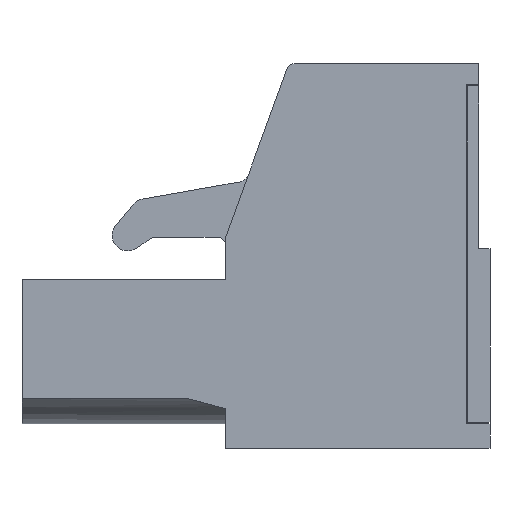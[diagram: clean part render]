
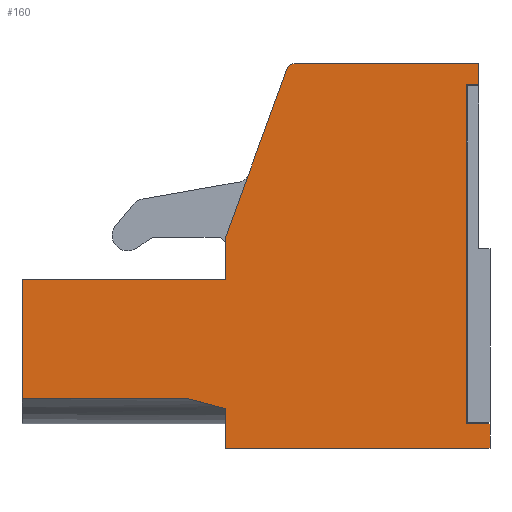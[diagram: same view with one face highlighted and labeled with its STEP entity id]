
A CAD part, front view. The second image highlights one B-rep face of the part: STEP entity #160.
In plain terms, the highlighted planar face has unit normal (0, -1, 0).
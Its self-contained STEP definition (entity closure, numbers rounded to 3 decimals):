
#160 = ADVANCED_FACE( '', ( #387 ), #388, .T. );
#387 = FACE_OUTER_BOUND( '', #682, .T. );
#388 = PLANE( '', #683 );
#682 = EDGE_LOOP( '', ( #1090, #1091, #1092, #1093, #1094, #1095, #1096, #1097, #1098, #1099, #1100, #1101, #1102, #1103, #1104 ) );
#683 = AXIS2_PLACEMENT_3D( '', #1105, #1106, #1107 );
#1090 = ORIENTED_EDGE( '', *, *, #1850, .T. );
#1091 = ORIENTED_EDGE( '', *, *, #1851, .F. );
#1092 = ORIENTED_EDGE( '', *, *, #1776, .F. );
#1093 = ORIENTED_EDGE( '', *, *, #1763, .F. );
#1094 = ORIENTED_EDGE( '', *, *, #1852, .T. );
#1095 = ORIENTED_EDGE( '', *, *, #1853, .F. );
#1096 = ORIENTED_EDGE( '', *, *, #1854, .F. );
#1097 = ORIENTED_EDGE( '', *, *, #1855, .T. );
#1098 = ORIENTED_EDGE( '', *, *, #1856, .T. );
#1099 = ORIENTED_EDGE( '', *, *, #1857, .T. );
#1100 = ORIENTED_EDGE( '', *, *, #1752, .T. );
#1101 = ORIENTED_EDGE( '', *, *, #1811, .F. );
#1102 = ORIENTED_EDGE( '', *, *, #1858, .F. );
#1103 = ORIENTED_EDGE( '', *, *, #1859, .F. );
#1104 = ORIENTED_EDGE( '', *, *, #1860, .F. );
#1105 = CARTESIAN_POINT( '', ( 127.426, -15.476, 1.1 ) );
#1106 = DIRECTION( '', ( 0., -1., 0. ) );
#1107 = DIRECTION( '', ( -1., 0., 0. ) );
#1752 = EDGE_CURVE( '', #2090, #2091, #2092, .T. );
#1763 = EDGE_CURVE( '', #2108, #2111, #2112, .T. );
#1776 = EDGE_CURVE( '', #2111, #2134, #2135, .T. );
#1811 = EDGE_CURVE( '', #2191, #2091, #2194, .T. );
#1850 = EDGE_CURVE( '', #2258, #2259, #2260, .T. );
#1851 = EDGE_CURVE( '', #2134, #2259, #2261, .T. );
#1852 = EDGE_CURVE( '', #2108, #2262, #2263, .T. );
#1853 = EDGE_CURVE( '', #2264, #2262, #2265, .T. );
#1854 = EDGE_CURVE( '', #2266, #2264, #2267, .T. );
#1855 = EDGE_CURVE( '', #2266, #2268, #2269, .T. );
#1856 = EDGE_CURVE( '', #2268, #2270, #2271, .T. );
#1857 = EDGE_CURVE( '', #2270, #2090, #2272, .T. );
#1858 = EDGE_CURVE( '', #2273, #2191, #2274, .T. );
#1859 = EDGE_CURVE( '', #2275, #2273, #2276, .T. );
#1860 = EDGE_CURVE( '', #2258, #2275, #2277, .T. );
#2090 = VERTEX_POINT( '', #2584 );
#2091 = VERTEX_POINT( '', #2585 );
#2092 = LINE( '', #2586, #2587 );
#2108 = VERTEX_POINT( '', #2609 );
#2111 = VERTEX_POINT( '', #2613 );
#2112 = LINE( '', #2614, #2615 );
#2134 = VERTEX_POINT( '', #2645 );
#2135 = LINE( '', #2646, #2647 );
#2191 = VERTEX_POINT( '', #2725 );
#2194 = LINE( '', #2729, #2730 );
#2258 = VERTEX_POINT( '', #2820 );
#2259 = VERTEX_POINT( '', #2821 );
#2260 = LINE( '', #2822, #2823 );
#2261 = LINE( '', #2824, #2825 );
#2262 = VERTEX_POINT( '', #2826 );
#2263 = CIRCLE( '', #2827, 0.3 );
#2264 = VERTEX_POINT( '', #2828 );
#2265 = LINE( '', #2829, #2830 );
#2266 = VERTEX_POINT( '', #2831 );
#2267 = LINE( '', #2832, #2833 );
#2268 = VERTEX_POINT( '', #2834 );
#2269 = LINE( '', #2835, #2836 );
#2270 = VERTEX_POINT( '', #2837 );
#2271 = LINE( '', #2838, #2839 );
#2272 = LINE( '', #2840, #2841 );
#2273 = VERTEX_POINT( '', #2842 );
#2274 = LINE( '', #2843, #2844 );
#2275 = VERTEX_POINT( '', #2845 );
#2276 = LINE( '', #2846, #2847 );
#2277 = LINE( '', #2848, #2849 );
#2584 = CARTESIAN_POINT( '', ( 115.783, -15.476, -11.5 ) );
#2585 = CARTESIAN_POINT( '', ( 117.276, -15.476, -11.9 ) );
#2586 = CARTESIAN_POINT( '', ( 117.276, -15.476, -11.9 ) );
#2587 = VECTOR( '', #3236, 1000. );
#2609 = CARTESIAN_POINT( '', ( 120.034, -15.476, 2. ) );
#2613 = CARTESIAN_POINT( '', ( 127.476, -15.476, 2. ) );
#2614 = CARTESIAN_POINT( '', ( 127.626, -15.476, 2. ) );
#2615 = VECTOR( '', #3247, 1000. );
#2645 = CARTESIAN_POINT( '', ( 127.476, -15.476, 1.15 ) );
#2646 = CARTESIAN_POINT( '', ( 127.476, -15.476, 0.84 ) );
#2647 = VECTOR( '', #3262, 1000. );
#2725 = CARTESIAN_POINT( '', ( 117.276, -15.476, -13.5 ) );
#2729 = CARTESIAN_POINT( '', ( 117.276, -15.476, -11.9 ) );
#2730 = VECTOR( '', #3295, 1000. );
#2820 = CARTESIAN_POINT( '', ( 126.976, -15.476, -12.5 ) );
#2821 = CARTESIAN_POINT( '', ( 126.976, -15.476, 1.15 ) );
#2822 = CARTESIAN_POINT( '', ( 126.976, -15.476, -5.3 ) );
#2823 = VECTOR( '', #3337, 1000. );
#2824 = CARTESIAN_POINT( '', ( 126.926, -15.476, 1.15 ) );
#2825 = VECTOR( '', #3338, 1000. );
#2826 = CARTESIAN_POINT( '', ( 119.752, -15.476, 1.803 ) );
#2827 = AXIS2_PLACEMENT_3D( '', #3339, #3340, #3341 );
#2828 = CARTESIAN_POINT( '', ( 117.276, -15.476, -5. ) );
#2829 = CARTESIAN_POINT( '', ( 117.144, -15.476, -5.361 ) );
#2830 = VECTOR( '', #3342, 1000. );
#2831 = CARTESIAN_POINT( '', ( 117.276, -15.476, -6.7 ) );
#2832 = CARTESIAN_POINT( '', ( 117.276, -15.476, -11.9 ) );
#2833 = VECTOR( '', #3343, 1000. );
#2834 = CARTESIAN_POINT( '', ( 109.076, -15.476, -6.7 ) );
#2835 = CARTESIAN_POINT( '', ( 108.976, -15.476, -6.7 ) );
#2836 = VECTOR( '', #3344, 1000. );
#2837 = CARTESIAN_POINT( '', ( 109.076, -15.476, -11.5 ) );
#2838 = CARTESIAN_POINT( '', ( 109.076, -15.476, -11.5 ) );
#2839 = VECTOR( '', #3345, 1000. );
#2840 = CARTESIAN_POINT( '', ( 115.783, -15.476, -11.5 ) );
#2841 = VECTOR( '', #3346, 1000. );
#2842 = CARTESIAN_POINT( '', ( 127.926, -15.476, -13.5 ) );
#2843 = CARTESIAN_POINT( '', ( 117.276, -15.476, -13.5 ) );
#2844 = VECTOR( '', #3347, 1000. );
#2845 = CARTESIAN_POINT( '', ( 127.926, -15.476, -12.5 ) );
#2846 = CARTESIAN_POINT( '', ( 127.926, -15.476, -13.5 ) );
#2847 = VECTOR( '', #3348, 1000. );
#2848 = CARTESIAN_POINT( '', ( 128.126, -15.476, -12.5 ) );
#2849 = VECTOR( '', #3349, 1000. );
#3236 = DIRECTION( '', ( 0.966, 0., -0.259 ) );
#3247 = DIRECTION( '', ( 1., 0., 0. ) );
#3262 = DIRECTION( '', ( 0., 0., -1. ) );
#3295 = DIRECTION( '', ( 0., 0., 1. ) );
#3337 = DIRECTION( '', ( 0., 0., 1. ) );
#3338 = DIRECTION( '', ( -1., 0., 0. ) );
#3339 = CARTESIAN_POINT( '', ( 120.034, -15.476, 1.7 ) );
#3340 = DIRECTION( '', ( 0., -1., 0. ) );
#3341 = DIRECTION( '', ( 1., 0., 0. ) );
#3342 = DIRECTION( '', ( 0.342, 0., 0.94 ) );
#3343 = DIRECTION( '', ( 0., 0., 1. ) );
#3344 = DIRECTION( '', ( -1., 0., 0. ) );
#3345 = DIRECTION( '', ( 0., 0., -1. ) );
#3346 = DIRECTION( '', ( 1., 0., 0. ) );
#3347 = DIRECTION( '', ( -1., 0., 0. ) );
#3348 = DIRECTION( '', ( 0., 0., -1. ) );
#3349 = DIRECTION( '', ( 1., 0., 0. ) );
